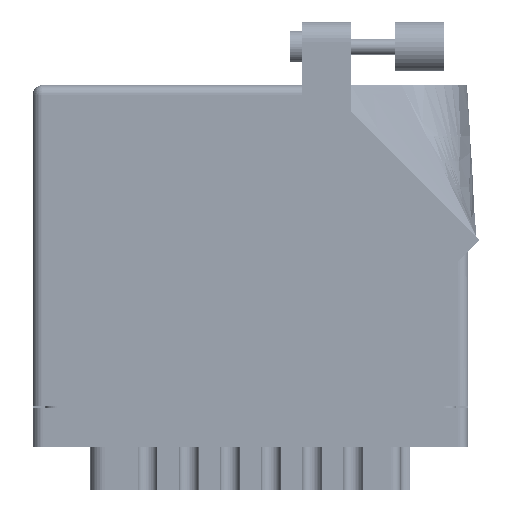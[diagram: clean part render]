
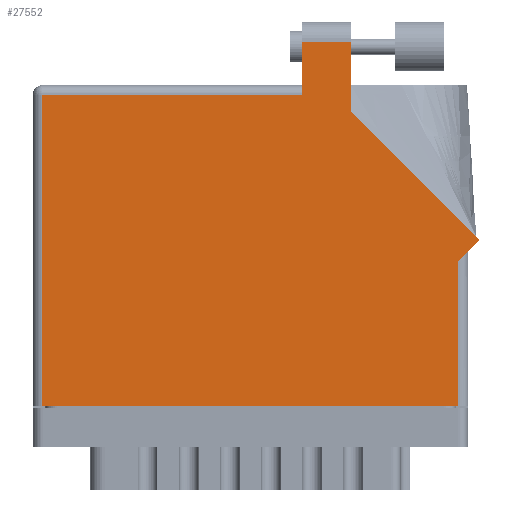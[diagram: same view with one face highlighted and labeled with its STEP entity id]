
A CAD part, front view. The second image highlights one B-rep face of the part: STEP entity #27552.
In plain terms, the highlighted face is planar.
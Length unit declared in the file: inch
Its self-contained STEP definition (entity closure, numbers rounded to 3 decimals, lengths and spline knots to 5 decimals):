
#62 = VECTOR ( 'NONE', #92964, 39.37008 ) ;
#125 = CARTESIAN_POINT ( 'NONE',  ( 2.82571, 1.05071, 0. ) ) ;
#1349 = LINE ( 'NONE', #11717, #5949 ) ;
#5105 = CARTESIAN_POINT ( 'NONE',  ( 0.062, 0., 0. ) ) ;
#5949 = VECTOR ( 'NONE', #10755, 39.37008 ) ;
#6355 = DIRECTION ( 'NONE',  ( -1., 0., 0. ) ) ;
#6771 = VERTEX_POINT ( 'NONE', #42898 ) ;
#8968 = CARTESIAN_POINT ( 'NONE',  ( 2.012, 1.86442, 0. ) ) ;
#10038 = CARTESIAN_POINT ( 'NONE',  ( 2.693, 0., 0. ) ) ;
#10755 = DIRECTION ( 'NONE',  ( 1., 0., 0. ) ) ;
#11717 = CARTESIAN_POINT ( 'NONE',  ( 0., 0., 0. ) ) ;
#14557 = LINE ( 'NONE', #23209, #81023 ) ;
#14710 = ORIENTED_EDGE ( 'NONE', *, *, #58382, .T. ) ;
#15417 = DIRECTION ( 'NONE',  ( -1., 0., 0. ) ) ;
#17736 = VECTOR ( 'NONE', #6355, 39.37008 ) ;
#17880 = EDGE_CURVE ( 'NONE', #6771, #39364, #38723, .T. ) ;
#19013 = CARTESIAN_POINT ( 'NONE',  ( 2.012, 1.86442, 0. ) ) ;
#22303 = EDGE_CURVE ( 'NONE', #71954, #26868, #47405, .T. ) ;
#23209 = CARTESIAN_POINT ( 'NONE',  ( 0., 1.968, 0. ) ) ;
#23792 = EDGE_CURVE ( 'NONE', #84436, #59030, #14557, .T. ) ;
#26202 = DIRECTION ( 'NONE',  ( 0., -1., 0. ) ) ;
#26868 = VERTEX_POINT ( 'NONE', #125 ) ;
#27552 = ADVANCED_FACE ( 'NONE', ( #27944 ), #44937, .F. ) ;
#27944 = FACE_OUTER_BOUND ( 'NONE', #93653, .T. ) ;
#28012 = CARTESIAN_POINT ( 'NONE',  ( 2.693, 0.98, 0. ) ) ;
#28912 = ORIENTED_EDGE ( 'NONE', *, *, #31811, .T. ) ;
#29012 = DIRECTION ( 'NONE',  ( 0.707, 0.707, 0. ) ) ;
#31811 = EDGE_CURVE ( 'NONE', #39364, #84436, #84631, .T. ) ;
#32172 = CARTESIAN_POINT ( 'NONE',  ( 0.062, 1.968, 0. ) ) ;
#33877 = ORIENTED_EDGE ( 'NONE', *, *, #17880, .T. ) ;
#34940 = DIRECTION ( 'NONE',  ( 0., 1., 0. ) ) ;
#35509 = VERTEX_POINT ( 'NONE', #8968 ) ;
#36158 = CARTESIAN_POINT ( 'NONE',  ( 2.755, 0.98, 0. ) ) ;
#38723 = LINE ( 'NONE', #89128, #17736 ) ;
#39364 = VERTEX_POINT ( 'NONE', #44808 ) ;
#42681 = VECTOR ( 'NONE', #29012, 39.37008 ) ;
#42898 = CARTESIAN_POINT ( 'NONE',  ( 2.012, 2.305, 0. ) ) ;
#44808 = CARTESIAN_POINT ( 'NONE',  ( 1.705, 2.305, 0. ) ) ;
#44937 = PLANE ( 'NONE',  #50249 ) ;
#47405 = LINE ( 'NONE', #36158, #42681 ) ;
#50249 = AXIS2_PLACEMENT_3D ( 'NONE', #52447, #67782, #90237 ) ;
#52447 = CARTESIAN_POINT ( 'NONE',  ( 0., 2.03, 0. ) ) ;
#57585 = ORIENTED_EDGE ( 'NONE', *, *, #91372, .T. ) ;
#58382 = EDGE_CURVE ( 'NONE', #95712, #75061, #1349, .T. ) ;
#58508 = ORIENTED_EDGE ( 'NONE', *, *, #60105, .T. ) ;
#59030 = VERTEX_POINT ( 'NONE', #32172 ) ;
#59491 = LINE ( 'NONE', #78357, #85191 ) ;
#59546 = LINE ( 'NONE', #84478, #62 ) ;
#60105 = EDGE_CURVE ( 'NONE', #59030, #95712, #59491, .T. ) ;
#60359 = ORIENTED_EDGE ( 'NONE', *, *, #90143, .T. ) ;
#65741 = VECTOR ( 'NONE', #72639, 39.37008 ) ;
#67218 = ORIENTED_EDGE ( 'NONE', *, *, #80568, .T. ) ;
#67782 = DIRECTION ( 'NONE',  ( 0., 0., -1. ) ) ;
#68080 = LINE ( 'NONE', #28012, #65741 ) ;
#68505 = CARTESIAN_POINT ( 'NONE',  ( 2.693, 0.918, 0. ) ) ;
#70282 = ORIENTED_EDGE ( 'NONE', *, *, #23792, .T. ) ;
#70592 = VECTOR ( 'NONE', #88632, 39.37008 ) ;
#71954 = VERTEX_POINT ( 'NONE', #68505 ) ;
#72639 = DIRECTION ( 'NONE',  ( 0., 1., 0. ) ) ;
#75061 = VERTEX_POINT ( 'NONE', #10038 ) ;
#75554 = VECTOR ( 'NONE', #34940, 39.37008 ) ;
#76003 = CARTESIAN_POINT ( 'NONE',  ( 1.705, 1.968, 0. ) ) ;
#78357 = CARTESIAN_POINT ( 'NONE',  ( 0.062, 0., 0. ) ) ;
#80478 = CARTESIAN_POINT ( 'NONE',  ( 1.705, 2.03, 0. ) ) ;
#80568 = EDGE_CURVE ( 'NONE', #75061, #71954, #68080, .T. ) ;
#81023 = VECTOR ( 'NONE', #15417, 39.37008 ) ;
#84436 = VERTEX_POINT ( 'NONE', #76003 ) ;
#84478 = CARTESIAN_POINT ( 'NONE',  ( 2.82571, 1.05071, 0. ) ) ;
#84631 = LINE ( 'NONE', #80478, #70592 ) ;
#85191 = VECTOR ( 'NONE', #26202, 39.37008 ) ;
#88416 = LINE ( 'NONE', #19013, #75554 ) ;
#88467 = ORIENTED_EDGE ( 'NONE', *, *, #22303, .T. ) ;
#88632 = DIRECTION ( 'NONE',  ( 0., -1., 0. ) ) ;
#89128 = CARTESIAN_POINT ( 'NONE',  ( 1.705, 2.305, 0. ) ) ;
#90143 = EDGE_CURVE ( 'NONE', #26868, #35509, #59546, .T. ) ;
#90237 = DIRECTION ( 'NONE',  ( -1., 0., 0. ) ) ;
#91372 = EDGE_CURVE ( 'NONE', #35509, #6771, #88416, .T. ) ;
#92964 = DIRECTION ( 'NONE',  ( -0.707, 0.707, 0. ) ) ;
#93653 = EDGE_LOOP ( 'NONE', ( #57585, #33877, #28912, #70282, #58508, #14710, #67218, #88467, #60359 ) ) ;
#95712 = VERTEX_POINT ( 'NONE', #5105 ) ;
